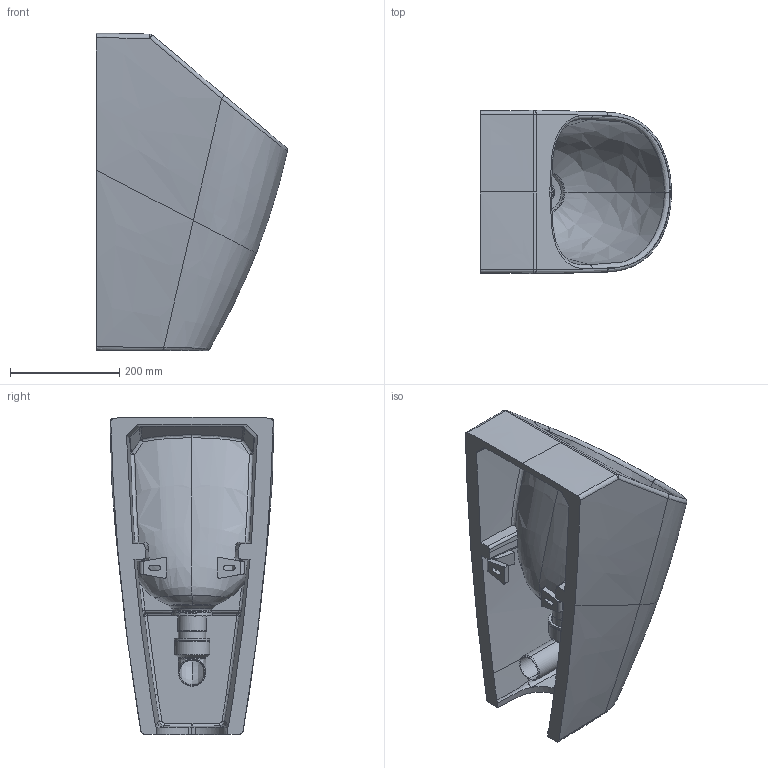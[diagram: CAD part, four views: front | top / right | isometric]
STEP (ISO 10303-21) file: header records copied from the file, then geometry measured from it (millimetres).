
FILE_DESCRIPTION((''),'2;1');
FILE_NAME('281430.stp','2016-06-08T22:02:45',('Administrator'),(''),'Autodesk Inventor 2011','Autodesk Inventor 2011','');
FILE_SCHEMA(('CONFIG_CONTROL_DESIGN'));
Length unit declared in the file: millimetre
Products named in the file (8): 281430; Membraneventil fuer Urinale; Geruchsverschluss; Verschraubung 77mm; Bogen; Ventil 1; Part1
Assembly tree (8 placements, depth 3):
  281430
    281430
    Membraneventil fuer Urinale
      Geruchsverschluss
      Verschraubung 77mm
      Bogen
      Ventil 1
    Part1  x2
Bounding box: 349.73 x 299.54 x 582 mm (x, y, z)
Volume: 15377616.5 mm3; surface area: 1122838.4 mm2
Topology: 11 solids, 11 shells, 456 faces, 1162 edges, 738 vertices
Faces by surface type: bspline 210, plane 106, cylinder 86, cone 30, torus 12, sphere 12
Full cylindrical faces by diameter (mm): 29 x1, 29.6 x1, 30 x2, 32 x1, 32.752 x1, 34 x1, 36 x2, 38.4 x1, 40 x2, 45.25 x1, 47 x1, 47.6 x1, 49 x1, 50 x2, 52 x1, 56 x2, 60 x2, 64 x1, 65 x2, 70 x2, 74 x1
Entity records: 65694 total; most frequent: CARTESIAN_POINT 56308, ORIENTED_EDGE 2024, DIRECTION 1370, EDGE_CURVE 1012, VERTEX_POINT 672, AXIS2_PLACEMENT_3D 588, EDGE_LOOP 522, B_SPLINE_CURVE_WITH_KNOTS 464
